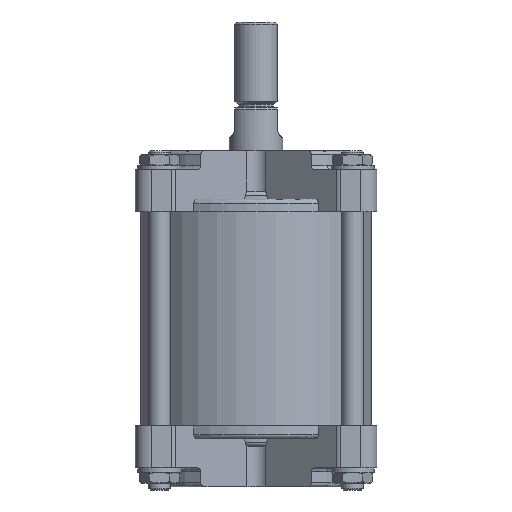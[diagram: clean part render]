
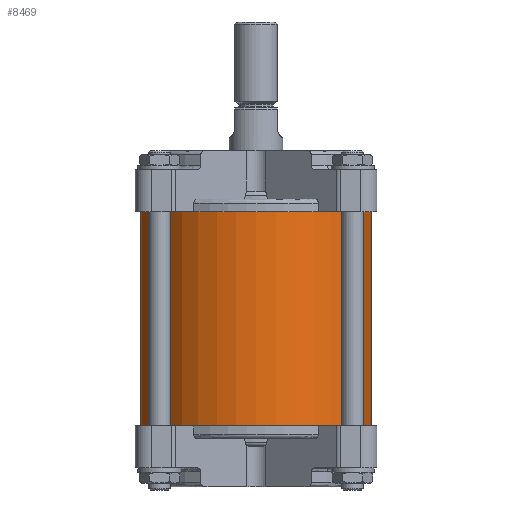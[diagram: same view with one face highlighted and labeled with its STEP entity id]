
A CAD part, front view. The second image highlights one B-rep face of the part: STEP entity #8469.
In plain terms, the highlighted cylindrical face has radius 43 mm (diameter 86 mm), a full revolution.
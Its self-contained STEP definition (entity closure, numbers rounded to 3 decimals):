
#114=CYLINDRICAL_SURFACE('',#9281,43.);
#1397=CIRCLE('',#9259,43.);
#1398=CIRCLE('',#9261,43.);
#2664=ORIENTED_EDGE('',*,*,#5078,.F.);
#2665=ORIENTED_EDGE('',*,*,#5079,.T.);
#5078=EDGE_CURVE('',#6234,#6234,#1397,.T.);
#5079=EDGE_CURVE('',#6235,#6235,#1398,.T.);
#6234=VERTEX_POINT('',#14842);
#6235=VERTEX_POINT('',#14845);
#7094=EDGE_LOOP('',(#2664));
#7095=EDGE_LOOP('',(#2665));
#7716=FACE_BOUND('',#7094,.T.);
#7717=FACE_BOUND('',#7095,.T.);
#8469=ADVANCED_FACE('',(#7716,#7717),#114,.T.);
#9259=AXIS2_PLACEMENT_3D('',#14841,#10886,#10887);
#9261=AXIS2_PLACEMENT_3D('',#14844,#10890,#10891);
#9281=AXIS2_PLACEMENT_3D('',#14898,#10941,#10942);
#10886=DIRECTION('',(0.,0.,-1.));
#10887=DIRECTION('',(-1.,0.,0.));
#10890=DIRECTION('',(0.,0.,-1.));
#10891=DIRECTION('',(-1.,0.,0.));
#10941=DIRECTION('',(0.,0.,-1.));
#10942=DIRECTION('',(-1.,0.,0.));
#14841=CARTESIAN_POINT('',(0.,0.,-79.8));
#14842=CARTESIAN_POINT('',(-43.,0.,-79.8));
#14844=CARTESIAN_POINT('',(0.,0.,0.));
#14845=CARTESIAN_POINT('',(-43.,0.,0.));
#14898=CARTESIAN_POINT('',(0.,0.,-78.8));
